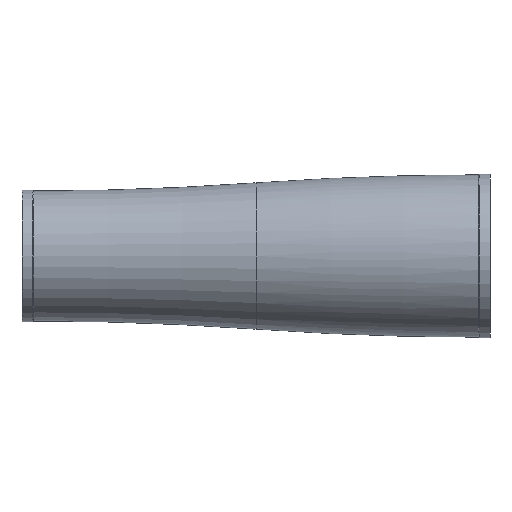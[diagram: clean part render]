
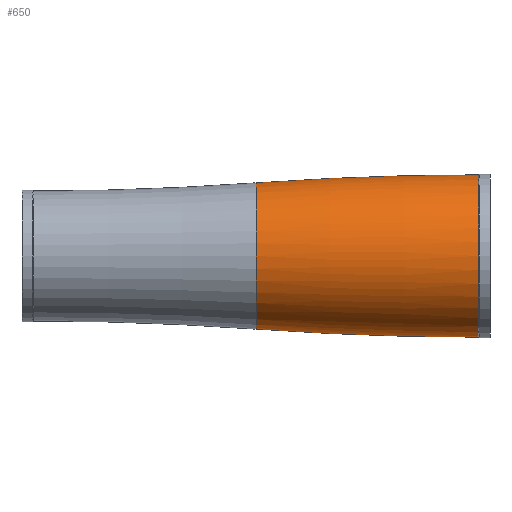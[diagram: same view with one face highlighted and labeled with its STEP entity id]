
A CAD part, front view. The second image highlights one B-rep face of the part: STEP entity #650.
In plain terms, the highlighted toroidal (fillet/blend) face has major radius 1023.81 mm and minor radius 1051.56 mm.
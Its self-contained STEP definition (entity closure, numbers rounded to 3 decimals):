
#74 = AXIS2_PLACEMENT_3D ( 'NONE', #1015, #1017, #1018 ) ;
#77 = DIRECTION ( 'NONE',  ( 0., 0., -1. ) ) ;
#94 = VERTEX_POINT ( 'NONE', #224 ) ;
#167 = ORIENTED_EDGE ( 'NONE', *, *, #968, .T. ) ;
#169 = CIRCLE ( 'NONE', #253, 1051.557 ) ;
#218 = VERTEX_POINT ( 'NONE', #376 ) ;
#224 = CARTESIAN_POINT ( 'NONE',  ( -4., 0., 27.75 ) ) ;
#252 = CARTESIAN_POINT ( 'NONE',  ( -4., 0., 0. ) ) ;
#253 = AXIS2_PLACEMENT_3D ( 'NONE', #689, #695, #698 ) ;
#268 = ORIENTED_EDGE ( 'NONE', *, *, #353, .F. ) ;
#322 = EDGE_CURVE ( 'NONE', #218, #384, #443, .T. ) ;
#328 = DIRECTION ( 'NONE',  ( 1., 0., 0. ) ) ;
#332 = DIRECTION ( 'NONE',  ( 0., 0., -1. ) ) ;
#353 = EDGE_CURVE ( 'NONE', #94, #800, #463, .T. ) ;
#376 = CARTESIAN_POINT ( 'NONE',  ( -80., 0., 25. ) ) ;
#384 = VERTEX_POINT ( 'NONE', #860 ) ;
#443 = CIRCLE ( 'NONE', #664, 25. ) ;
#463 = CIRCLE ( 'NONE', #74, 27.75 ) ;
#517 = FACE_OUTER_BOUND ( 'NONE', #1020, .T. ) ;
#520 = AXIS2_PLACEMENT_3D ( 'NONE', #252, #328, #332 ) ;
#530 = TOROIDAL_SURFACE ( 'NONE', #520, -1023.807, 1051.557 ) ;
#576 = CARTESIAN_POINT ( 'NONE',  ( -4., 0., -27.75 ) ) ;
#634 = ORIENTED_EDGE ( 'NONE', *, *, #322, .T. ) ;
#650 = ADVANCED_FACE ( 'NONE', ( #517 ), #530, .T. ) ;
#664 = AXIS2_PLACEMENT_3D ( 'NONE', #935, #937, #77 ) ;
#689 = CARTESIAN_POINT ( 'NONE',  ( -4., 0., -1023.807 ) ) ;
#695 = DIRECTION ( 'NONE',  ( 0., 1., 0. ) ) ;
#698 = DIRECTION ( 'NONE',  ( 0., 0., 1. ) ) ;
#745 = AXIS2_PLACEMENT_3D ( 'NONE', #908, #762, #871 ) ;
#762 = DIRECTION ( 'NONE',  ( 0., -1., 0. ) ) ;
#800 = VERTEX_POINT ( 'NONE', #576 ) ;
#841 = EDGE_CURVE ( 'NONE', #218, #94, #169, .T. ) ;
#860 = CARTESIAN_POINT ( 'NONE',  ( -80., 0., -25. ) ) ;
#871 = DIRECTION ( 'NONE',  ( 0., 0., -1. ) ) ;
#908 = CARTESIAN_POINT ( 'NONE',  ( -4., 0., 1023.807 ) ) ;
#935 = CARTESIAN_POINT ( 'NONE',  ( -80., 0., 0. ) ) ;
#937 = DIRECTION ( 'NONE',  ( 1., 0., 0. ) ) ;
#956 = CIRCLE ( 'NONE', #745, 1051.557 ) ;
#968 = EDGE_CURVE ( 'NONE', #384, #800, #956, .T. ) ;
#999 = ORIENTED_EDGE ( 'NONE', *, *, #841, .F. ) ;
#1015 = CARTESIAN_POINT ( 'NONE',  ( -4., 0., 0. ) ) ;
#1017 = DIRECTION ( 'NONE',  ( 1., 0., 0. ) ) ;
#1018 = DIRECTION ( 'NONE',  ( 0., 0., -1. ) ) ;
#1020 = EDGE_LOOP ( 'NONE', ( #999, #634, #167, #268 ) ) ;
